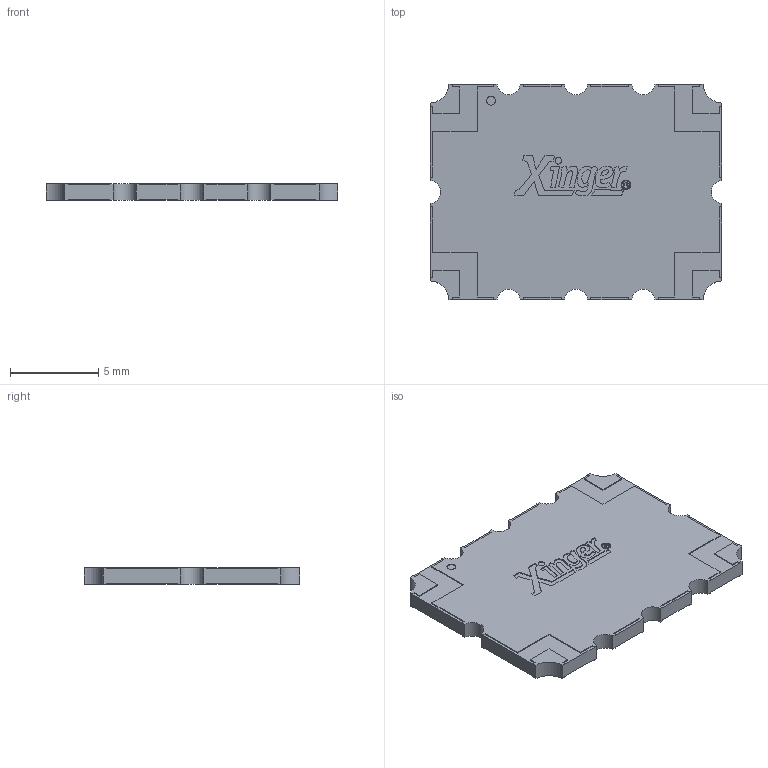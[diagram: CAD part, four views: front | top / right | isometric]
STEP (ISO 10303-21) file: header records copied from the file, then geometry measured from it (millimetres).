
FILE_DESCRIPTION (( 'STEP AP203' ), '1' );
FILE_NAME ('XMC0102L3-03S_3D_Model.STEP', '2025-11-24T19:42:04', ( '' ), ( '' ), 'SwSTEP 2.0', 'SolidWorks 2023', '' );
FILE_SCHEMA (( 'CONFIG_CONTROL_DESIGN' ));
Length unit declared in the file: inch
Products named in the file (1): XMC0102L3-03S_3D_Model
Bounding box: 16.51 x 12.19 x 0.94 mm (x, y, z)
Volume: 178.9 mm3; surface area: 448.5 mm2
Topology: 1 solids, 1 shells, 327 faces, 927 edges, 618 vertices
Faces by surface type: plane 243, cylinder 66, bspline 18
Entity records: 11684 total; most frequent: CARTESIAN_POINT 3091, ORIENTED_EDGE 1854, DIRECTION 1643, EDGE_CURVE 927, LINE 759, VECTOR 759, VERTEX_POINT 618, AXIS2_PLACEMENT_3D 442
